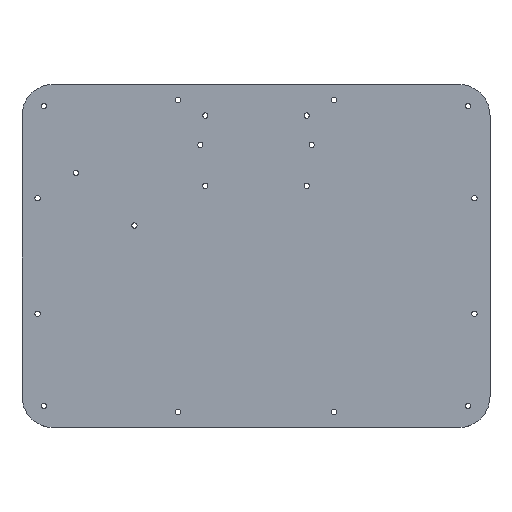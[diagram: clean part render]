
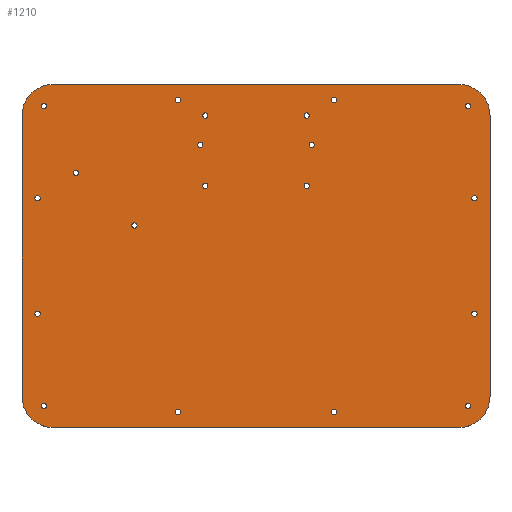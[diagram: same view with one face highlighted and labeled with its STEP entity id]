
A CAD part, top view. The second image highlights one B-rep face of the part: STEP entity #1210.
In plain terms, the highlighted planar face has unit normal (0, 0, 1).
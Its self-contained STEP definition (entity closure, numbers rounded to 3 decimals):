
#111=FACE_BOUND('',#329,.T.);
#112=FACE_BOUND('',#330,.T.);
#113=FACE_BOUND('',#331,.T.);
#114=FACE_BOUND('',#332,.T.);
#115=FACE_BOUND('',#333,.T.);
#116=FACE_BOUND('',#334,.T.);
#117=FACE_BOUND('',#335,.T.);
#118=FACE_BOUND('',#336,.T.);
#119=FACE_BOUND('',#337,.T.);
#120=FACE_BOUND('',#338,.T.);
#121=FACE_BOUND('',#339,.T.);
#122=FACE_BOUND('',#340,.T.);
#123=FACE_BOUND('',#341,.T.);
#124=FACE_BOUND('',#342,.T.);
#125=FACE_BOUND('',#343,.T.);
#126=FACE_BOUND('',#344,.T.);
#127=FACE_BOUND('',#345,.T.);
#128=FACE_BOUND('',#346,.T.);
#129=FACE_BOUND('',#347,.T.);
#130=FACE_BOUND('',#348,.T.);
#144=PLANE('',#1379);
#238=FACE_OUTER_BOUND('',#328,.T.);
#328=EDGE_LOOP('',(#1093,#1094,#1095,#1096,#1097,#1098,#1099,#1100));
#329=EDGE_LOOP('',(#1101));
#330=EDGE_LOOP('',(#1102));
#331=EDGE_LOOP('',(#1103));
#332=EDGE_LOOP('',(#1104));
#333=EDGE_LOOP('',(#1105));
#334=EDGE_LOOP('',(#1106));
#335=EDGE_LOOP('',(#1107));
#336=EDGE_LOOP('',(#1108));
#337=EDGE_LOOP('',(#1109));
#338=EDGE_LOOP('',(#1110));
#339=EDGE_LOOP('',(#1111));
#340=EDGE_LOOP('',(#1112));
#341=EDGE_LOOP('',(#1113));
#342=EDGE_LOOP('',(#1114));
#343=EDGE_LOOP('',(#1115));
#344=EDGE_LOOP('',(#1116));
#345=EDGE_LOOP('',(#1117));
#346=EDGE_LOOP('',(#1118));
#347=EDGE_LOOP('',(#1119));
#348=EDGE_LOOP('',(#1120));
#412=LINE('',#2071,#484);
#415=LINE('',#2079,#487);
#418=LINE('',#2088,#490);
#420=LINE('',#2094,#492);
#484=VECTOR('',#1728,10.);
#487=VECTOR('',#1737,10.);
#490=VECTOR('',#1748,10.);
#492=VECTOR('',#1756,10.);
#495=CIRCLE('',#1238,1.7);
#498=CIRCLE('',#1243,1.7);
#501=CIRCLE('',#1248,1.7);
#504=CIRCLE('',#1253,1.7);
#507=CIRCLE('',#1258,1.7);
#510=CIRCLE('',#1263,1.7);
#513=CIRCLE('',#1268,1.7);
#516=CIRCLE('',#1273,1.7);
#527=CIRCLE('',#1294,1.7);
#530=CIRCLE('',#1299,1.7);
#532=CIRCLE('',#1302,1.7);
#536=CIRCLE('',#1309,1.7);
#539=CIRCLE('',#1314,1.7);
#541=CIRCLE('',#1317,1.7);
#545=CIRCLE('',#1324,1.7);
#548=CIRCLE('',#1329,1.7);
#550=CIRCLE('',#1332,1.7);
#554=CIRCLE('',#1339,1.7);
#557=CIRCLE('',#1344,1.7);
#560=CIRCLE('',#1349,1.7);
#569=CIRCLE('',#1367,20.);
#570=CIRCLE('',#1370,20.);
#571=CIRCLE('',#1374,20.);
#572=CIRCLE('',#1377,20.);
#575=VERTEX_POINT('',#1793);
#578=VERTEX_POINT('',#1803);
#581=VERTEX_POINT('',#1813);
#584=VERTEX_POINT('',#1823);
#587=VERTEX_POINT('',#1833);
#590=VERTEX_POINT('',#1843);
#593=VERTEX_POINT('',#1853);
#596=VERTEX_POINT('',#1863);
#607=VERTEX_POINT('',#1901);
#610=VERTEX_POINT('',#1911);
#612=VERTEX_POINT('',#1917);
#616=VERTEX_POINT('',#1931);
#619=VERTEX_POINT('',#1941);
#621=VERTEX_POINT('',#1947);
#625=VERTEX_POINT('',#1961);
#628=VERTEX_POINT('',#1971);
#630=VERTEX_POINT('',#1977);
#634=VERTEX_POINT('',#1991);
#637=VERTEX_POINT('',#2001);
#640=VERTEX_POINT('',#2011);
#657=VERTEX_POINT('',#2063);
#658=VERTEX_POINT('',#2065);
#659=VERTEX_POINT('',#2069);
#660=VERTEX_POINT('',#2073);
#661=VERTEX_POINT('',#2077);
#662=VERTEX_POINT('',#2082);
#663=VERTEX_POINT('',#2084);
#664=VERTEX_POINT('',#2090);
#669=EDGE_CURVE('',#575,#575,#495,.T.);
#674=EDGE_CURVE('',#578,#578,#498,.T.);
#679=EDGE_CURVE('',#581,#581,#501,.T.);
#684=EDGE_CURVE('',#584,#584,#504,.T.);
#689=EDGE_CURVE('',#587,#587,#507,.T.);
#694=EDGE_CURVE('',#590,#590,#510,.T.);
#699=EDGE_CURVE('',#593,#593,#513,.T.);
#704=EDGE_CURVE('',#596,#596,#516,.T.);
#721=EDGE_CURVE('',#607,#607,#527,.T.);
#726=EDGE_CURVE('',#610,#610,#530,.T.);
#729=EDGE_CURVE('',#612,#612,#532,.T.);
#736=EDGE_CURVE('',#616,#616,#536,.T.);
#741=EDGE_CURVE('',#619,#619,#539,.T.);
#744=EDGE_CURVE('',#621,#621,#541,.T.);
#751=EDGE_CURVE('',#625,#625,#545,.T.);
#756=EDGE_CURVE('',#628,#628,#548,.T.);
#759=EDGE_CURVE('',#630,#630,#550,.T.);
#766=EDGE_CURVE('',#634,#634,#554,.T.);
#771=EDGE_CURVE('',#637,#637,#557,.T.);
#776=EDGE_CURVE('',#640,#640,#560,.T.);
#802=EDGE_CURVE('',#657,#658,#569,.T.);
#805=EDGE_CURVE('',#657,#659,#412,.T.);
#807=EDGE_CURVE('',#660,#659,#570,.T.);
#809=EDGE_CURVE('',#660,#661,#415,.T.);
#811=EDGE_CURVE('',#662,#663,#571,.T.);
#813=EDGE_CURVE('',#662,#658,#418,.T.);
#815=EDGE_CURVE('',#664,#661,#572,.T.);
#816=EDGE_CURVE('',#664,#663,#420,.T.);
#1093=ORIENTED_EDGE('',*,*,#811,.F.);
#1094=ORIENTED_EDGE('',*,*,#813,.T.);
#1095=ORIENTED_EDGE('',*,*,#802,.F.);
#1096=ORIENTED_EDGE('',*,*,#805,.T.);
#1097=ORIENTED_EDGE('',*,*,#807,.F.);
#1098=ORIENTED_EDGE('',*,*,#809,.T.);
#1099=ORIENTED_EDGE('',*,*,#815,.F.);
#1100=ORIENTED_EDGE('',*,*,#816,.T.);
#1101=ORIENTED_EDGE('',*,*,#669,.T.);
#1102=ORIENTED_EDGE('',*,*,#674,.T.);
#1103=ORIENTED_EDGE('',*,*,#679,.T.);
#1104=ORIENTED_EDGE('',*,*,#684,.T.);
#1105=ORIENTED_EDGE('',*,*,#689,.T.);
#1106=ORIENTED_EDGE('',*,*,#694,.T.);
#1107=ORIENTED_EDGE('',*,*,#699,.T.);
#1108=ORIENTED_EDGE('',*,*,#704,.T.);
#1109=ORIENTED_EDGE('',*,*,#721,.T.);
#1110=ORIENTED_EDGE('',*,*,#726,.T.);
#1111=ORIENTED_EDGE('',*,*,#729,.T.);
#1112=ORIENTED_EDGE('',*,*,#736,.T.);
#1113=ORIENTED_EDGE('',*,*,#741,.T.);
#1114=ORIENTED_EDGE('',*,*,#744,.T.);
#1115=ORIENTED_EDGE('',*,*,#751,.T.);
#1116=ORIENTED_EDGE('',*,*,#756,.T.);
#1117=ORIENTED_EDGE('',*,*,#759,.T.);
#1118=ORIENTED_EDGE('',*,*,#766,.T.);
#1119=ORIENTED_EDGE('',*,*,#771,.T.);
#1120=ORIENTED_EDGE('',*,*,#776,.T.);
#1210=ADVANCED_FACE('',(#238,#111,#112,#113,#114,#115,#116,#117,#118,#119,
#120,#121,#122,#123,#124,#125,#126,#127,#128,#129,#130),#144,.T.);
#1238=AXIS2_PLACEMENT_3D('',#1795,#1405,#1406);
#1243=AXIS2_PLACEMENT_3D('',#1805,#1417,#1418);
#1248=AXIS2_PLACEMENT_3D('',#1815,#1429,#1430);
#1253=AXIS2_PLACEMENT_3D('',#1825,#1441,#1442);
#1258=AXIS2_PLACEMENT_3D('',#1835,#1453,#1454);
#1263=AXIS2_PLACEMENT_3D('',#1845,#1465,#1466);
#1268=AXIS2_PLACEMENT_3D('',#1855,#1477,#1478);
#1273=AXIS2_PLACEMENT_3D('',#1865,#1489,#1490);
#1294=AXIS2_PLACEMENT_3D('',#1903,#1537,#1538);
#1299=AXIS2_PLACEMENT_3D('',#1913,#1549,#1550);
#1302=AXIS2_PLACEMENT_3D('',#1919,#1556,#1557);
#1309=AXIS2_PLACEMENT_3D('',#1933,#1573,#1574);
#1314=AXIS2_PLACEMENT_3D('',#1943,#1585,#1586);
#1317=AXIS2_PLACEMENT_3D('',#1949,#1592,#1593);
#1324=AXIS2_PLACEMENT_3D('',#1963,#1609,#1610);
#1329=AXIS2_PLACEMENT_3D('',#1973,#1621,#1622);
#1332=AXIS2_PLACEMENT_3D('',#1979,#1628,#1629);
#1339=AXIS2_PLACEMENT_3D('',#1993,#1645,#1646);
#1344=AXIS2_PLACEMENT_3D('',#2003,#1657,#1658);
#1349=AXIS2_PLACEMENT_3D('',#2013,#1669,#1670);
#1367=AXIS2_PLACEMENT_3D('',#2066,#1722,#1723);
#1370=AXIS2_PLACEMENT_3D('',#2075,#1732,#1733);
#1374=AXIS2_PLACEMENT_3D('',#2085,#1743,#1744);
#1377=AXIS2_PLACEMENT_3D('',#2092,#1752,#1753);
#1379=AXIS2_PLACEMENT_3D('',#2095,#1757,#1758);
#1405=DIRECTION('center_axis',(0.,0.,-1.));
#1406=DIRECTION('ref_axis',(-1.,0.,0.));
#1417=DIRECTION('center_axis',(0.,0.,-1.));
#1418=DIRECTION('ref_axis',(-1.,0.,0.));
#1429=DIRECTION('center_axis',(0.,0.,-1.));
#1430=DIRECTION('ref_axis',(-1.,0.,0.));
#1441=DIRECTION('center_axis',(0.,0.,-1.));
#1442=DIRECTION('ref_axis',(-1.,0.,0.));
#1453=DIRECTION('center_axis',(0.,0.,-1.));
#1454=DIRECTION('ref_axis',(-1.,0.,0.));
#1465=DIRECTION('center_axis',(0.,0.,-1.));
#1466=DIRECTION('ref_axis',(-1.,0.,0.));
#1477=DIRECTION('center_axis',(0.,0.,-1.));
#1478=DIRECTION('ref_axis',(-1.,0.,0.));
#1489=DIRECTION('center_axis',(0.,0.,-1.));
#1490=DIRECTION('ref_axis',(-1.,0.,0.));
#1537=DIRECTION('center_axis',(0.,0.,-1.));
#1538=DIRECTION('ref_axis',(-1.,0.,0.));
#1549=DIRECTION('center_axis',(0.,0.,-1.));
#1550=DIRECTION('ref_axis',(-1.,0.,0.));
#1556=DIRECTION('center_axis',(0.,0.,-1.));
#1557=DIRECTION('ref_axis',(-1.,0.,0.));
#1573=DIRECTION('center_axis',(0.,0.,-1.));
#1574=DIRECTION('ref_axis',(1.,0.,0.));
#1585=DIRECTION('center_axis',(0.,0.,-1.));
#1586=DIRECTION('ref_axis',(1.,0.,0.));
#1592=DIRECTION('center_axis',(0.,0.,-1.));
#1593=DIRECTION('ref_axis',(1.,0.,0.));
#1609=DIRECTION('center_axis',(0.,0.,-1.));
#1610=DIRECTION('ref_axis',(-1.,0.,0.));
#1621=DIRECTION('center_axis',(0.,0.,-1.));
#1622=DIRECTION('ref_axis',(-1.,0.,0.));
#1628=DIRECTION('center_axis',(0.,0.,-1.));
#1629=DIRECTION('ref_axis',(-1.,0.,0.));
#1645=DIRECTION('center_axis',(0.,0.,-1.));
#1646=DIRECTION('ref_axis',(1.,0.,0.));
#1657=DIRECTION('center_axis',(0.,0.,-1.));
#1658=DIRECTION('ref_axis',(1.,0.,0.));
#1669=DIRECTION('center_axis',(0.,0.,-1.));
#1670=DIRECTION('ref_axis',(1.,0.,0.));
#1722=DIRECTION('center_axis',(0.,0.,-1.));
#1723=DIRECTION('ref_axis',(-0.707,0.707,0.));
#1728=DIRECTION('',(0.,-1.,0.));
#1732=DIRECTION('center_axis',(0.,0.,-1.));
#1733=DIRECTION('ref_axis',(-0.707,-0.707,0.));
#1737=DIRECTION('',(1.,0.,0.));
#1743=DIRECTION('center_axis',(0.,0.,-1.));
#1744=DIRECTION('ref_axis',(0.707,0.707,0.));
#1748=DIRECTION('',(-1.,0.,0.));
#1752=DIRECTION('center_axis',(0.,0.,-1.));
#1753=DIRECTION('ref_axis',(0.707,-0.707,0.));
#1756=DIRECTION('',(0.,1.,0.));
#1757=DIRECTION('center_axis',(0.,0.,1.));
#1758=DIRECTION('ref_axis',(1.,0.,0.));
#1793=CARTESIAN_POINT('',(-30.8,90.,5.));
#1795=CARTESIAN_POINT('Origin',(-32.5,90.,5.));
#1803=CARTESIAN_POINT('',(34.2,90.,5.));
#1805=CARTESIAN_POINT('Origin',(32.5,90.,5.));
#1813=CARTESIAN_POINT('',(-30.8,45.,5.));
#1815=CARTESIAN_POINT('Origin',(-32.5,45.,5.));
#1823=CARTESIAN_POINT('',(34.2,45.,5.));
#1825=CARTESIAN_POINT('Origin',(32.5,45.,5.));
#1833=CARTESIAN_POINT('',(-76.253,19.523,5.));
#1835=CARTESIAN_POINT('Origin',(-77.953,19.523,5.));
#1843=CARTESIAN_POINT('',(-113.738,53.363,5.));
#1845=CARTESIAN_POINT('Origin',(-115.438,53.363,5.));
#1853=CARTESIAN_POINT('',(37.4,71.2,5.));
#1855=CARTESIAN_POINT('Origin',(35.7,71.2,5.));
#1863=CARTESIAN_POINT('',(-34.,71.2,5.));
#1865=CARTESIAN_POINT('Origin',(-35.7,71.2,5.));
#1901=CARTESIAN_POINT('',(51.7,-100.,5.));
#1903=CARTESIAN_POINT('Origin',(50.,-100.,5.));
#1911=CARTESIAN_POINT('',(137.7,-96.,5.));
#1913=CARTESIAN_POINT('Origin',(136.,-96.,5.));
#1917=CARTESIAN_POINT('',(141.7,-37.,5.));
#1919=CARTESIAN_POINT('Origin',(140.,-37.,5.));
#1931=CARTESIAN_POINT('',(-51.7,-100.,5.));
#1933=CARTESIAN_POINT('Origin',(-50.,-100.,5.));
#1941=CARTESIAN_POINT('',(-137.7,-96.,5.));
#1943=CARTESIAN_POINT('Origin',(-136.,-96.,5.));
#1947=CARTESIAN_POINT('',(-141.7,-37.,5.));
#1949=CARTESIAN_POINT('Origin',(-140.,-37.,5.));
#1961=CARTESIAN_POINT('',(51.7,100.,5.));
#1963=CARTESIAN_POINT('Origin',(50.,100.,5.));
#1971=CARTESIAN_POINT('',(137.7,96.,5.));
#1973=CARTESIAN_POINT('Origin',(136.,96.,5.));
#1977=CARTESIAN_POINT('',(141.7,37.,5.));
#1979=CARTESIAN_POINT('Origin',(140.,37.,5.));
#1991=CARTESIAN_POINT('',(-51.7,100.,5.));
#1993=CARTESIAN_POINT('Origin',(-50.,100.,5.));
#2001=CARTESIAN_POINT('',(-141.7,37.,5.));
#2003=CARTESIAN_POINT('Origin',(-140.,37.,5.));
#2011=CARTESIAN_POINT('',(-137.7,96.,5.));
#2013=CARTESIAN_POINT('Origin',(-136.,96.,5.));
#2063=CARTESIAN_POINT('',(-150.,90.,5.));
#2065=CARTESIAN_POINT('',(-130.,110.,5.));
#2066=CARTESIAN_POINT('Origin',(-130.,90.,5.));
#2069=CARTESIAN_POINT('',(-150.,-90.,5.));
#2071=CARTESIAN_POINT('',(-150.,110.,5.));
#2073=CARTESIAN_POINT('',(-130.,-110.,5.));
#2075=CARTESIAN_POINT('Origin',(-130.,-90.,5.));
#2077=CARTESIAN_POINT('',(130.,-110.,5.));
#2079=CARTESIAN_POINT('',(-150.,-110.,5.));
#2082=CARTESIAN_POINT('',(130.,110.,5.));
#2084=CARTESIAN_POINT('',(150.,90.,5.));
#2085=CARTESIAN_POINT('Origin',(130.,90.,5.));
#2088=CARTESIAN_POINT('',(150.,110.,5.));
#2090=CARTESIAN_POINT('',(150.,-90.,5.));
#2092=CARTESIAN_POINT('Origin',(130.,-90.,5.));
#2094=CARTESIAN_POINT('',(150.,-110.,5.));
#2095=CARTESIAN_POINT('Origin',(0.,0.,5.));
